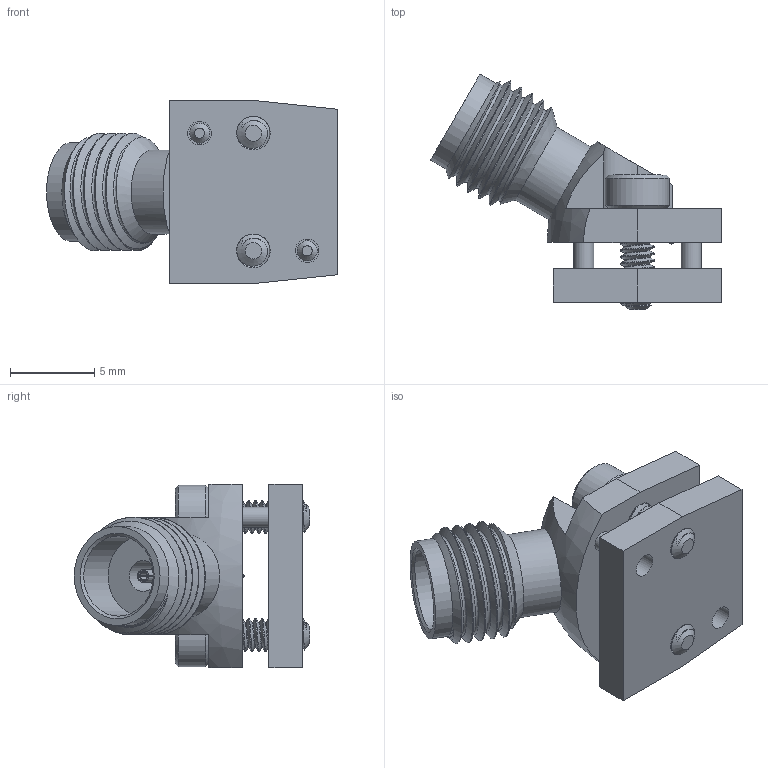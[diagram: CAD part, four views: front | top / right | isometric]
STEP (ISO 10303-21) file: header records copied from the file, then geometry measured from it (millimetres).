
FILE_DESCRIPTION (( 'STEP AP214' ), '1' );
FILE_NAME ('TM14-0089-00.STEP', '2021-01-22T08:19:41', ( '' ), ( '' ), 'SwSTEP 2.0', 'SolidWorks 2019', '' );
FILE_SCHEMA (( 'AUTOMOTIVE_DESIGN' ));
Length unit declared in the file: millimetre
Products named in the file (4): TM11-0355-00; 1.8BODY^TM14-0089-00; TM14-0089-00; M2X4 SHCS_M2 x 6
Assembly tree (4 placements, depth 2):
  TM14-0089-00
    TM11-0355-00
    M2X4 SHCS_M2 x 6  x2
    1.8BODY^TM14-0089-00
Bounding box: 17.3 x 14 x 10.9 mm (x, y, z)
Volume: 678.1 mm3; surface area: 1297.2 mm2
Topology: 4 solids, 6 shells, 197 faces, 474 edges, 299 vertices
Faces by surface type: plane 84, cone 53, cylinder 44, bspline 14, torus 1, sphere 1
Full cylindrical faces by diameter (mm): 0.254 x1, 0.35 x2, 0.55 x1, 0.553 x1, 0.56 x1, 0.58 x1, 0.62 x1, 0.804 x2, 0.959 x1, 1.2 x2, 1.4 x2, 1.588 x1, 1.589 x1, 1.6 x2, 1.825 x1, 1.85 x2, 2.089 x1, 2.1 x2, 2.9 x1, 2.926 x1, 3.8 x2, 4.78 x1, 5 x1, 5.89 x1
Entity records: 8224 total; most frequent: CARTESIAN_POINT 4430, DIRECTION 728, ORIENTED_EDGE 702, EDGE_CURVE 351, AXIS2_PLACEMENT_3D 309, EDGE_LOOP 258, VERTEX_POINT 249, FACE_OUTER_BOUND 205
